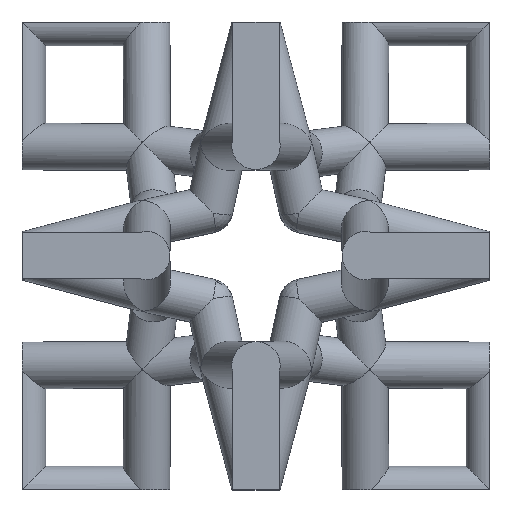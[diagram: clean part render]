
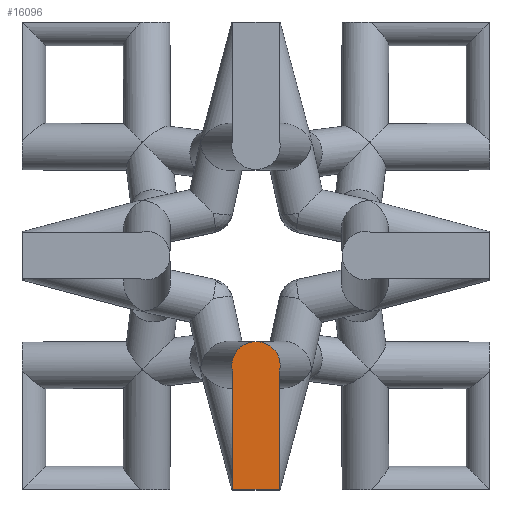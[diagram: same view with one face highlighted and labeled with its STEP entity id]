
A CAD part, top view. The second image highlights one B-rep face of the part: STEP entity #16096.
In plain terms, the highlighted planar face has unit normal (0, 0, 1).
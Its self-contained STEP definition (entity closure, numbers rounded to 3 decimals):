
#9155 = CYLINDRICAL_SURFACE('',#9156,0.5);
#9156 = AXIS2_PLACEMENT_3D('',#9157,#9158,#9159);
#9157 = CARTESIAN_POINT('',(0.,-2.343,5.));
#9158 = DIRECTION('',(-0.256,0.005,-0.967
    ));
#9159 = DIRECTION('',(-0.967,0.,0.256));
#9711 = PLANE('',#9712);
#9712 = AXIS2_PLACEMENT_3D('',#9713,#9714,#9715);
#9713 = CARTESIAN_POINT('',(-5.,-5.,-5.));
#9714 = DIRECTION('',(-0.,1.,0.));
#9715 = DIRECTION('',(0.,0.,1.));
#12381 = VERTEX_POINT('',#12382);
#12382 = CARTESIAN_POINT('',(-0.517,-2.343,5.));
#12403 = EDGE_CURVE('',#12404,#12381,#12406,.T.);
#12404 = VERTEX_POINT('',#12405);
#12405 = CARTESIAN_POINT('',(0.,-1.843,5.));
#12406 = SURFACE_CURVE('',#12407,(#12412,#12423),.PCURVE_S1.);
#12407 = ELLIPSE('',#12408,0.517,0.5);
#12408 = AXIS2_PLACEMENT_3D('',#12409,#12410,#12411);
#12409 = CARTESIAN_POINT('',(0.,-2.343,5.));
#12410 = DIRECTION('',(0.,0.,1.));
#12411 = DIRECTION('',(-1.,0.019,0.));
#12412 = PCURVE('',#9155,#12413);
#12413 = DEFINITIONAL_REPRESENTATION('',(#12414),#12422);
#12414 = B_SPLINE_CURVE_WITH_KNOTS('',6,(#12415,#12416,#12417,#12418,
    #12419,#12420,#12421),.UNSPECIFIED.,.F.,.F.,(7,7),(4.712,
    6.302),.PIECEWISE_BEZIER_KNOTS.);
#12415 = CARTESIAN_POINT('',(1.589,0.));
#12416 = CARTESIAN_POINT('',(1.325,0.035));
#12417 = CARTESIAN_POINT('',(1.06,0.07));
#12418 = CARTESIAN_POINT('',(0.795,0.101));
#12419 = CARTESIAN_POINT('',(0.53,0.123));
#12420 = CARTESIAN_POINT('',(0.265,0.133));
#12421 = CARTESIAN_POINT('',(0.,0.132));
#12422 = ( GEOMETRIC_REPRESENTATION_CONTEXT(2) 
PARAMETRIC_REPRESENTATION_CONTEXT() REPRESENTATION_CONTEXT('2D SPACE',''
  ) );
#12423 = PCURVE('',#12424,#12429);
#12424 = PLANE('',#12425);
#12425 = AXIS2_PLACEMENT_3D('',#12426,#12427,#12428);
#12426 = CARTESIAN_POINT('',(-5.,-5.,5.));
#12427 = DIRECTION('',(0.,0.,1.));
#12428 = DIRECTION('',(1.,0.,-0.));
#12429 = DEFINITIONAL_REPRESENTATION('',(#12430),#12434);
#12430 = ELLIPSE('',#12431,0.517,0.5);
#12431 = AXIS2_PLACEMENT_2D('',#12432,#12433);
#12432 = CARTESIAN_POINT('',(5.,2.657));
#12433 = DIRECTION('',(-1.,0.019));
#12434 = ( GEOMETRIC_REPRESENTATION_CONTEXT(2) 
PARAMETRIC_REPRESENTATION_CONTEXT() REPRESENTATION_CONTEXT('2D SPACE',''
  ) );
#12458 = CYLINDRICAL_SURFACE('',#12459,0.5);
#12459 = AXIS2_PLACEMENT_3D('',#12460,#12461,#12462);
#12460 = CARTESIAN_POINT('',(0.,-2.343,5.));
#12461 = DIRECTION('',(0.256,0.005,-0.967
    ));
#12462 = DIRECTION('',(-0.967,0.,-0.256));
#12540 = VERTEX_POINT('',#12541);
#12541 = CARTESIAN_POINT('',(-0.5,-2.471,5.));
#12562 = CYLINDRICAL_SURFACE('',#12563,0.5);
#12563 = AXIS2_PLACEMENT_3D('',#12564,#12565,#12566);
#12564 = CARTESIAN_POINT('',(0.,-5.,5.));
#12565 = DIRECTION('',(0.,1.,0.));
#12566 = DIRECTION('',(0.,-0.,1.));
#12580 = EDGE_CURVE('',#12381,#12540,#12581,.T.);
#12581 = SURFACE_CURVE('',#12582,(#12587,#12598),.PCURVE_S1.);
#12582 = ELLIPSE('',#12583,0.517,0.5);
#12583 = AXIS2_PLACEMENT_3D('',#12584,#12585,#12586);
#12584 = CARTESIAN_POINT('',(0.,-2.343,5.));
#12585 = DIRECTION('',(0.,0.,1.));
#12586 = DIRECTION('',(-1.,0.019,0.));
#12587 = PCURVE('',#9155,#12588);
#12588 = DEFINITIONAL_REPRESENTATION('',(#12589),#12597);
#12589 = B_SPLINE_CURVE_WITH_KNOTS('',6,(#12590,#12591,#12592,#12593,
    #12594,#12595,#12596),.UNSPECIFIED.,.F.,.F.,(7,7),(
    0.019,1.571),.PIECEWISE_BEZIER_KNOTS.);
#12590 = CARTESIAN_POINT('',(6.283,0.132));
#12591 = CARTESIAN_POINT('',(6.024,0.132));
#12592 = CARTESIAN_POINT('',(5.766,0.121));
#12593 = CARTESIAN_POINT('',(5.507,0.099));
#12594 = CARTESIAN_POINT('',(5.248,0.069));
#12595 = CARTESIAN_POINT('',(4.99,0.034));
#12596 = CARTESIAN_POINT('',(4.731,0.));
#12597 = ( GEOMETRIC_REPRESENTATION_CONTEXT(2) 
PARAMETRIC_REPRESENTATION_CONTEXT() REPRESENTATION_CONTEXT('2D SPACE',''
  ) );
#12598 = PCURVE('',#12424,#12599);
#12599 = DEFINITIONAL_REPRESENTATION('',(#12600),#12604);
#12600 = ELLIPSE('',#12601,0.517,0.5);
#12601 = AXIS2_PLACEMENT_2D('',#12602,#12603);
#12602 = CARTESIAN_POINT('',(5.,2.657));
#12603 = DIRECTION('',(-1.,0.019));
#12604 = ( GEOMETRIC_REPRESENTATION_CONTEXT(2) 
PARAMETRIC_REPRESENTATION_CONTEXT() REPRESENTATION_CONTEXT('2D SPACE',''
  ) );
#12962 = VERTEX_POINT('',#12963);
#12963 = CARTESIAN_POINT('',(0.5,-5.,5.));
#13019 = VERTEX_POINT('',#13020);
#13020 = CARTESIAN_POINT('',(-0.5,-5.,5.));
#13077 = EDGE_CURVE('',#13019,#12962,#13078,.T.);
#13078 = SURFACE_CURVE('',#13079,(#13083,#13090),.PCURVE_S1.);
#13079 = LINE('',#13080,#13081);
#13080 = CARTESIAN_POINT('',(-5.,-5.,5.));
#13081 = VECTOR('',#13082,1.);
#13082 = DIRECTION('',(1.,0.,-0.));
#13083 = PCURVE('',#9711,#13084);
#13084 = DEFINITIONAL_REPRESENTATION('',(#13085),#13089);
#13085 = LINE('',#13086,#13087);
#13086 = CARTESIAN_POINT('',(10.,0.));
#13087 = VECTOR('',#13088,1.);
#13088 = DIRECTION('',(0.,1.));
#13089 = ( GEOMETRIC_REPRESENTATION_CONTEXT(2) 
PARAMETRIC_REPRESENTATION_CONTEXT() REPRESENTATION_CONTEXT('2D SPACE',''
  ) );
#13090 = PCURVE('',#12424,#13091);
#13091 = DEFINITIONAL_REPRESENTATION('',(#13092),#13096);
#13092 = LINE('',#13093,#13094);
#13093 = CARTESIAN_POINT('',(0.,0.));
#13094 = VECTOR('',#13095,1.);
#13095 = DIRECTION('',(1.,0.));
#13096 = ( GEOMETRIC_REPRESENTATION_CONTEXT(2) 
PARAMETRIC_REPRESENTATION_CONTEXT() REPRESENTATION_CONTEXT('2D SPACE',''
  ) );
#16096 = ADVANCED_FACE('',(#16097),#12424,.T.);
#16097 = FACE_BOUND('',#16098,.T.);
#16098 = EDGE_LOOP('',(#16099,#16118,#16119,#16140,#16168,#16169));
#16099 = ORIENTED_EDGE('',*,*,#16100,.F.);
#16100 = EDGE_CURVE('',#13019,#12540,#16101,.T.);
#16101 = SURFACE_CURVE('',#16102,(#16106,#16112),.PCURVE_S1.);
#16102 = LINE('',#16103,#16104);
#16103 = CARTESIAN_POINT('',(-0.5,-5.,5.));
#16104 = VECTOR('',#16105,1.);
#16105 = DIRECTION('',(0.,1.,0.));
#16106 = PCURVE('',#12424,#16107);
#16107 = DEFINITIONAL_REPRESENTATION('',(#16108),#16111);
#16108 = B_SPLINE_CURVE_WITH_KNOTS('',1,(#16109,#16110),.UNSPECIFIED.,
  .F.,.F.,(2,2),(0.,2.657),
  .PIECEWISE_BEZIER_KNOTS.);
#16109 = CARTESIAN_POINT('',(4.5,0.));
#16110 = CARTESIAN_POINT('',(4.5,2.657));
#16111 = ( GEOMETRIC_REPRESENTATION_CONTEXT(2) 
PARAMETRIC_REPRESENTATION_CONTEXT() REPRESENTATION_CONTEXT('2D SPACE',''
  ) );
#16112 = PCURVE('',#12562,#16113);
#16113 = DEFINITIONAL_REPRESENTATION('',(#16114),#16117);
#16114 = B_SPLINE_CURVE_WITH_KNOTS('',1,(#16115,#16116),.UNSPECIFIED.,
  .F.,.F.,(2,2),(0.,2.657),
  .PIECEWISE_BEZIER_KNOTS.);
#16115 = CARTESIAN_POINT('',(4.712,0.));
#16116 = CARTESIAN_POINT('',(4.712,2.657));
#16117 = ( GEOMETRIC_REPRESENTATION_CONTEXT(2) 
PARAMETRIC_REPRESENTATION_CONTEXT() REPRESENTATION_CONTEXT('2D SPACE',''
  ) );
#16118 = ORIENTED_EDGE('',*,*,#13077,.T.);
#16119 = ORIENTED_EDGE('',*,*,#16120,.T.);
#16120 = EDGE_CURVE('',#12962,#16121,#16123,.T.);
#16121 = VERTEX_POINT('',#16122);
#16122 = CARTESIAN_POINT('',(0.5,-2.471,5.));
#16123 = SURFACE_CURVE('',#16124,(#16128,#16134),.PCURVE_S1.);
#16124 = LINE('',#16125,#16126);
#16125 = CARTESIAN_POINT('',(0.5,-5.,5.));
#16126 = VECTOR('',#16127,1.);
#16127 = DIRECTION('',(0.,1.,0.));
#16128 = PCURVE('',#12424,#16129);
#16129 = DEFINITIONAL_REPRESENTATION('',(#16130),#16133);
#16130 = B_SPLINE_CURVE_WITH_KNOTS('',1,(#16131,#16132),.UNSPECIFIED.,
  .F.,.F.,(2,2),(0.,2.657),
  .PIECEWISE_BEZIER_KNOTS.);
#16131 = CARTESIAN_POINT('',(5.5,0.));
#16132 = CARTESIAN_POINT('',(5.5,2.657));
#16133 = ( GEOMETRIC_REPRESENTATION_CONTEXT(2) 
PARAMETRIC_REPRESENTATION_CONTEXT() REPRESENTATION_CONTEXT('2D SPACE',''
  ) );
#16134 = PCURVE('',#12562,#16135);
#16135 = DEFINITIONAL_REPRESENTATION('',(#16136),#16139);
#16136 = B_SPLINE_CURVE_WITH_KNOTS('',1,(#16137,#16138),.UNSPECIFIED.,
  .F.,.F.,(2,2),(0.,2.657),
  .PIECEWISE_BEZIER_KNOTS.);
#16137 = CARTESIAN_POINT('',(1.571,0.));
#16138 = CARTESIAN_POINT('',(1.571,2.657));
#16139 = ( GEOMETRIC_REPRESENTATION_CONTEXT(2) 
PARAMETRIC_REPRESENTATION_CONTEXT() REPRESENTATION_CONTEXT('2D SPACE',''
  ) );
#16140 = ORIENTED_EDGE('',*,*,#16141,.T.);
#16141 = EDGE_CURVE('',#16121,#12404,#16142,.T.);
#16142 = SURFACE_CURVE('',#16143,(#16148,#16155),.PCURVE_S1.);
#16143 = ELLIPSE('',#16144,0.517,0.5);
#16144 = AXIS2_PLACEMENT_3D('',#16145,#16146,#16147);
#16145 = CARTESIAN_POINT('',(0.,-2.343,5.));
#16146 = DIRECTION('',(0.,0.,1.));
#16147 = DIRECTION('',(1.,0.019,-0.));
#16148 = PCURVE('',#12424,#16149);
#16149 = DEFINITIONAL_REPRESENTATION('',(#16150),#16154);
#16150 = ELLIPSE('',#16151,0.517,0.5);
#16151 = AXIS2_PLACEMENT_2D('',#16152,#16153);
#16152 = CARTESIAN_POINT('',(5.,2.657));
#16153 = DIRECTION('',(1.,0.019));
#16154 = ( GEOMETRIC_REPRESENTATION_CONTEXT(2) 
PARAMETRIC_REPRESENTATION_CONTEXT() REPRESENTATION_CONTEXT('2D SPACE',''
  ) );
#16155 = PCURVE('',#12458,#16156);
#16156 = DEFINITIONAL_REPRESENTATION('',(#16157),#16167);
#16157 = B_SPLINE_CURVE_WITH_KNOTS('',8,(#16158,#16159,#16160,#16161,
    #16162,#16163,#16164,#16165,#16166),.UNSPECIFIED.,.F.,.F.,(9,9),(
    4.712,7.854),.PIECEWISE_BEZIER_KNOTS.);
#16158 = CARTESIAN_POINT('',(4.694,0.));
#16159 = CARTESIAN_POINT('',(4.301,0.052));
#16160 = CARTESIAN_POINT('',(3.908,0.104));
#16161 = CARTESIAN_POINT('',(3.516,0.144));
#16162 = CARTESIAN_POINT('',(3.123,0.159));
#16163 = CARTESIAN_POINT('',(2.73,0.144));
#16164 = CARTESIAN_POINT('',(2.338,0.104));
#16165 = CARTESIAN_POINT('',(1.945,0.052));
#16166 = CARTESIAN_POINT('',(1.552,0.));
#16167 = ( GEOMETRIC_REPRESENTATION_CONTEXT(2) 
PARAMETRIC_REPRESENTATION_CONTEXT() REPRESENTATION_CONTEXT('2D SPACE',''
  ) );
#16168 = ORIENTED_EDGE('',*,*,#12403,.T.);
#16169 = ORIENTED_EDGE('',*,*,#12580,.T.);
